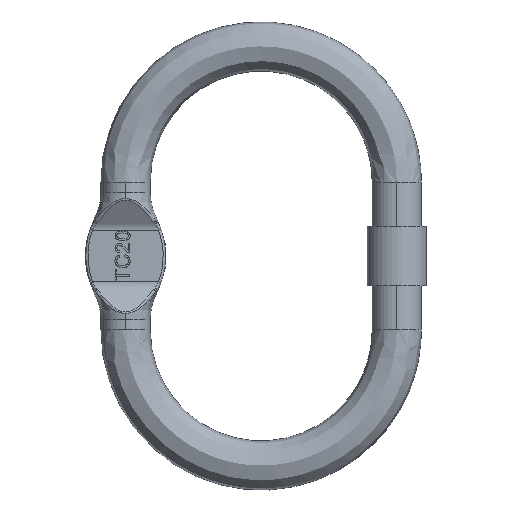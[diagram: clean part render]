
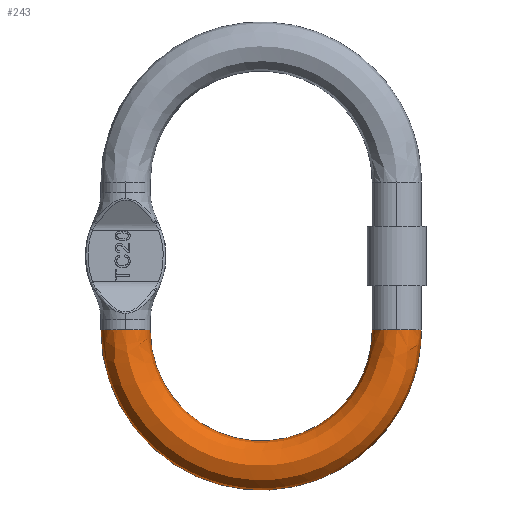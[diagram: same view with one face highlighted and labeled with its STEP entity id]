
A CAD part, top view. The second image highlights one B-rep face of the part: STEP entity #243.
In plain terms, the highlighted free-form (B-spline) face has degree [3, 3] with [7, 4] control points.
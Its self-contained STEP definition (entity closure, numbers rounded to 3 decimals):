
#243=ADVANCED_FACE('NONE',(#646),#647,.T.);
#646=FACE_OUTER_BOUND('',#1514,.T.);
#647=(B_SPLINE_SURFACE(3,3,((#1516,#1517,#1518,#1519),(#1520,#1521,#1522,#1523),(#1524,#1525,#1526,#1527),(#1528,#1529,#1530,#1531),(#1532,#1533,#1534,#1535),(#1536,#1537,#1538,#1539),(#1540,#1541,#1542,#1543)),.UNSPECIFIED.,.T.,.F.,.F.)B_SPLINE_SURFACE_WITH_KNOTS((4,3,4),(4,4),(0.0,0.5,1.0),(0.0,1.0),.UNSPECIFIED.)RATIONAL_B_SPLINE_SURFACE(((1.0,0.333,0.333,1.0),(0.333,0.111,0.111,0.333),(0.333,0.111,0.111,0.333),(1.0,0.333,0.333,1.0),(0.333,0.111,0.111,0.333),(0.333,0.111,0.111,0.333),(1.0,0.333,0.333,1.0)))BOUNDED_SURFACE()REPRESENTATION_ITEM('')GEOMETRIC_REPRESENTATION_ITEM()SURFACE());
#1514=EDGE_LOOP('',(#5303,#5304,#5305,#5306,#5307,#5308));
#1516=CARTESIAN_POINT('',(65.0,-30.0,0.0));
#1517=CARTESIAN_POINT('',(65.0,-160.0,0.0));
#1518=CARTESIAN_POINT('',(-65.0,-160.0,0.0));
#1519=CARTESIAN_POINT('',(-65.0,-30.0,0.0));
#1520=CARTESIAN_POINT('',(65.0,-30.0,20.0));
#1521=CARTESIAN_POINT('',(65.0,-160.0,20.0));
#1522=CARTESIAN_POINT('',(-65.0,-160.0,20.0));
#1523=CARTESIAN_POINT('',(-65.0,-30.0,20.0));
#1524=CARTESIAN_POINT('',(45.0,-30.0,20.0));
#1525=CARTESIAN_POINT('',(45.0,-120.0,20.0));
#1526=CARTESIAN_POINT('',(-45.0,-120.0,20.0));
#1527=CARTESIAN_POINT('',(-45.0,-30.0,20.0));
#1528=CARTESIAN_POINT('',(45.0,-30.0,0.));
#1529=CARTESIAN_POINT('',(45.0,-120.0,0.));
#1530=CARTESIAN_POINT('',(-45.0,-120.0,0.));
#1531=CARTESIAN_POINT('',(-45.0,-30.0,0.));
#1532=CARTESIAN_POINT('',(45.0,-30.0,-20.0));
#1533=CARTESIAN_POINT('',(45.0,-120.0,-20.0));
#1534=CARTESIAN_POINT('',(-45.0,-120.0,-20.0));
#1535=CARTESIAN_POINT('',(-45.0,-30.0,-20.0));
#1536=CARTESIAN_POINT('',(65.0,-30.0,-20.0));
#1537=CARTESIAN_POINT('',(65.0,-160.0,-20.0));
#1538=CARTESIAN_POINT('',(-65.0,-160.0,-20.0));
#1539=CARTESIAN_POINT('',(-65.0,-30.0,-20.0));
#1540=CARTESIAN_POINT('',(65.0,-30.0,0.0));
#1541=CARTESIAN_POINT('',(65.0,-160.0,0.0));
#1542=CARTESIAN_POINT('',(-65.0,-160.0,0.0));
#1543=CARTESIAN_POINT('',(-65.0,-30.0,0.0));
#5303=ORIENTED_EDGE('',*,*,#6587,.T.);
#5304=ORIENTED_EDGE('',*,*,#6641,.T.);
#5305=ORIENTED_EDGE('',*,*,#6647,.T.);
#5306=ORIENTED_EDGE('',*,*,#6590,.F.);
#5307=ORIENTED_EDGE('',*,*,#6644,.T.);
#5308=ORIENTED_EDGE('',*,*,#6648,.T.);
#6587=EDGE_CURVE('',#7268,#7269,#7270,.T.);
#6590=EDGE_CURVE('',#7273,#7275,#7276,.T.);
#6641=EDGE_CURVE('NONE',#7269,#7361,#7363,.T.);
#6644=EDGE_CURVE('NONE',#7273,#7365,#7367,.T.);
#6647=EDGE_CURVE('NONE',#7361,#7275,#7370,.T.);
#6648=EDGE_CURVE('NONE',#7365,#7268,#7371,.T.);
#7268=VERTEX_POINT('NONE',#8495);
#7269=VERTEX_POINT('NONE',#8496);
#7270=(B_SPLINE_CURVE(3,(#8498,#8499,#8500,#8501),.UNSPECIFIED.,.F.,.F.)B_SPLINE_CURVE_WITH_KNOTS((4,4),(-1.0,-0.0),.UNSPECIFIED.)RATIONAL_B_SPLINE_CURVE((1.0,0.333,0.333,1.0))BOUNDED_CURVE()REPRESENTATION_ITEM('')GEOMETRIC_REPRESENTATION_ITEM()CURVE());
#7273=VERTEX_POINT('',#8510);
#7275=VERTEX_POINT('',#8512);
#7276=(B_SPLINE_CURVE(3,(#8514,#8515,#8516,#8517),.UNSPECIFIED.,.F.,.F.)B_SPLINE_CURVE_WITH_KNOTS((4,4),(-1.0,-0.0),.UNSPECIFIED.)RATIONAL_B_SPLINE_CURVE((1.0,0.333,0.333,1.0))BOUNDED_CURVE()REPRESENTATION_ITEM('')GEOMETRIC_REPRESENTATION_ITEM()CURVE());
#7361=VERTEX_POINT('',#8627);
#7363=CIRCLE('',#8630,10.0);
#7365=VERTEX_POINT('',#8632);
#7367=CIRCLE('',#8635,10.0);
#7370=CIRCLE('',#8639,10.0);
#7371=CIRCLE('',#8640,10.0);
#8495=CARTESIAN_POINT('',(-65.0,-30.0,0.0));
#8496=CARTESIAN_POINT('',(65.0,-30.0,0.0));
#8498=CARTESIAN_POINT('',(-65.0,-30.0,0.0));
#8499=CARTESIAN_POINT('',(-65.0,-160.0,0.0));
#8500=CARTESIAN_POINT('',(65.0,-160.0,0.0));
#8501=CARTESIAN_POINT('',(65.0,-30.0,0.0));
#8510=CARTESIAN_POINT('',(-45.0,-30.0,0.));
#8512=CARTESIAN_POINT('',(45.0,-30.0,0.));
#8514=CARTESIAN_POINT('',(-45.0,-30.0,0.));
#8515=CARTESIAN_POINT('',(-45.0,-120.0,0.));
#8516=CARTESIAN_POINT('',(45.0,-120.0,0.));
#8517=CARTESIAN_POINT('',(45.0,-30.0,0.));
#8627=CARTESIAN_POINT('',(55.0,-30.0,10.0));
#8630=AXIS2_PLACEMENT_3D('',#12218,#12219,#12220);
#8632=CARTESIAN_POINT('',(-55.0,-30.0,10.0));
#8635=AXIS2_PLACEMENT_3D('',#12222,#12223,#12224);
#8639=AXIS2_PLACEMENT_3D('',#12226,#12227,#12228);
#8640=AXIS2_PLACEMENT_3D('',#12229,#12230,#12231);
#12218=CARTESIAN_POINT('',(55.0,-30.0,0.0));
#12219=DIRECTION('',(0.0,-1.0,0.0));
#12220=DIRECTION('',(1.0,0.0,0.0));
#12222=CARTESIAN_POINT('',(-55.0,-30.0,0.0));
#12223=DIRECTION('',(-0.0,-1.0,-0.0));
#12224=DIRECTION('',(-1.0,0.0,0.0));
#12226=CARTESIAN_POINT('',(55.0,-30.0,0.0));
#12227=DIRECTION('',(0.0,-1.0,0.0));
#12228=DIRECTION('',(1.0,0.0,0.0));
#12229=CARTESIAN_POINT('',(-55.0,-30.0,0.0));
#12230=DIRECTION('',(-0.0,-1.0,-0.0));
#12231=DIRECTION('',(-1.0,0.0,0.0));
